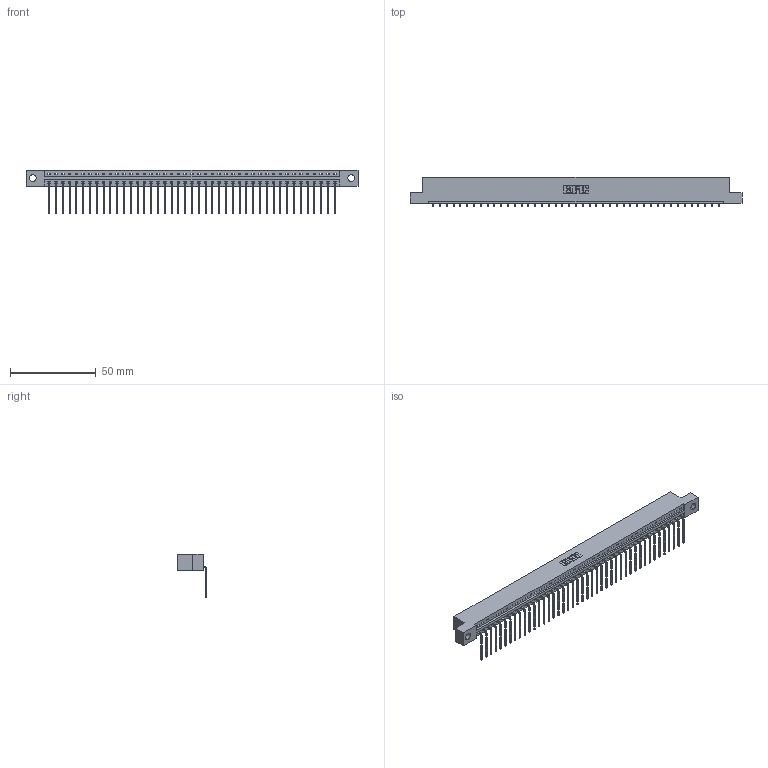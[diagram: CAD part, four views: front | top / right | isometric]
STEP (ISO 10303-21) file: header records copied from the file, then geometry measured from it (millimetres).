
FILE_DESCRIPTION (( 'STEP AP203' ), '1' );
FILE_NAME ('387-043-559-104.STEP', '2018-09-20T01:25:52', ( '' ), ( '' ), 'SwSTEP 2.0', 'SolidWorks 2016', '' );
FILE_SCHEMA (( 'CONFIG_CONTROL_DESIGN' ));
Length unit declared in the file: inch
Products named in the file (3): 337 Part_Flush Mounting Lugs - 0.156 Dia-TH; 345-292-001_558 559 Tail - 1; 387-043-559-104
Assembly tree (44 placements, depth 2):
  387-043-559-104
    337 Part_Flush Mounting Lugs - 0.156 Dia-TH
    345-292-001_558 559 Tail - 1  x43
Bounding box: 193.4 x 17.09 x 25.53 mm (x, y, z)
Volume: 20168.2 mm3; surface area: 21521.8 mm2
Topology: 44 solids, 44 shells, 2866 faces, 8653 edges, 5710 vertices
Faces by surface type: plane 2134, cylinder 732
Entity records: 31921 total; most frequent: CARTESIAN_POINT 5567, ORIENTED_EDGE 5546, DIRECTION 4683, EDGE_CURVE 2773, LINE 2645, VECTOR 2645, VERTEX_POINT 1846, AXIS2_PLACEMENT_3D 1019
